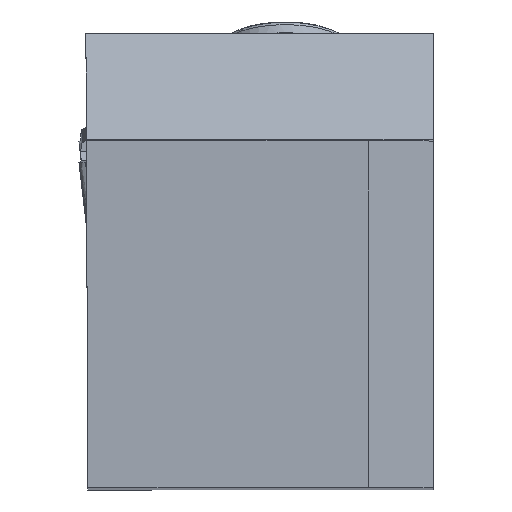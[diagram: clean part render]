
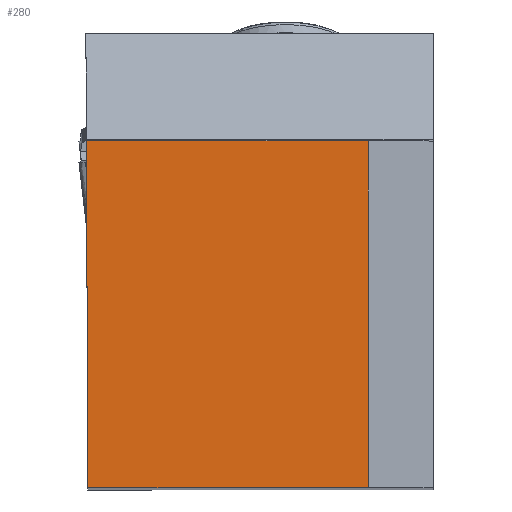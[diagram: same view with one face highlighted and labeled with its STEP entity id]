
A CAD part, top view. The second image highlights one B-rep face of the part: STEP entity #280.
In plain terms, the highlighted planar face has unit normal (0, 0, 1).
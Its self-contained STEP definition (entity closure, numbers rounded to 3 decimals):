
#280=ADVANCED_FACE('BLANK_BOXF006',(#426),#372,.T.);
#372=PLANE('',#1935);
#426=FACE_OUTER_BOUND('',#519,.T.);
#519=EDGE_LOOP('',(#703,#704,#705,#706));
#703=ORIENTED_EDGE('',*,*,#1314,.T.);
#704=ORIENTED_EDGE('',*,*,#1365,.T.);
#705=ORIENTED_EDGE('',*,*,#1366,.F.);
#706=ORIENTED_EDGE('',*,*,#1349,.F.);
#1141=VERTEX_POINT('',#2583);
#1142=VERTEX_POINT('',#2585);
#1169=VERTEX_POINT('',#2681);
#1177=VERTEX_POINT('',#2736);
#1314=EDGE_CURVE('',#1142,#1141,#1567,.T.);
#1349=EDGE_CURVE('',#1142,#1169,#1595,.T.);
#1365=EDGE_CURVE('',#1141,#1177,#1604,.T.);
#1366=EDGE_CURVE('',#1169,#1177,#1605,.T.);
#1567=LINE('',#2584,#1710);
#1595=LINE('',#2680,#1738);
#1604=LINE('',#2735,#1747);
#1605=LINE('',#2737,#1748);
#1710=VECTOR('',#2109,1.);
#1738=VECTOR('',#2151,1.);
#1747=VECTOR('',#2182,1.);
#1748=VECTOR('',#2183,1.);
#1935=AXIS2_PLACEMENT_3D('',#2738,#2184,#2185);
#2109=DIRECTION('',(1.,0.,0.));
#2151=DIRECTION('',(-0.004,1.,0.));
#2182=DIRECTION('',(0.,1.,0.));
#2183=DIRECTION('',(1.,0.,0.));
#2184=DIRECTION('',(0.,0.,1.));
#2185=DIRECTION('',(0.,1.,0.));
#2583=CARTESIAN_POINT('',(-2.974,0.,0.));
#2584=CARTESIAN_POINT('',(22.,0.,0.));
#2585=CARTESIAN_POINT('',(-15.856,0.,0.));
#2680=CARTESIAN_POINT('',(-15.95,21.759,0.));
#2681=CARTESIAN_POINT('',(-15.925,15.925,0.));
#2735=CARTESIAN_POINT('',(-2.974,15.925,0.));
#2736=CARTESIAN_POINT('',(-2.974,15.925,0.));
#2737=CARTESIAN_POINT('',(22.,15.925,0.));
#2738=CARTESIAN_POINT('',(22.,21.925,0.));
